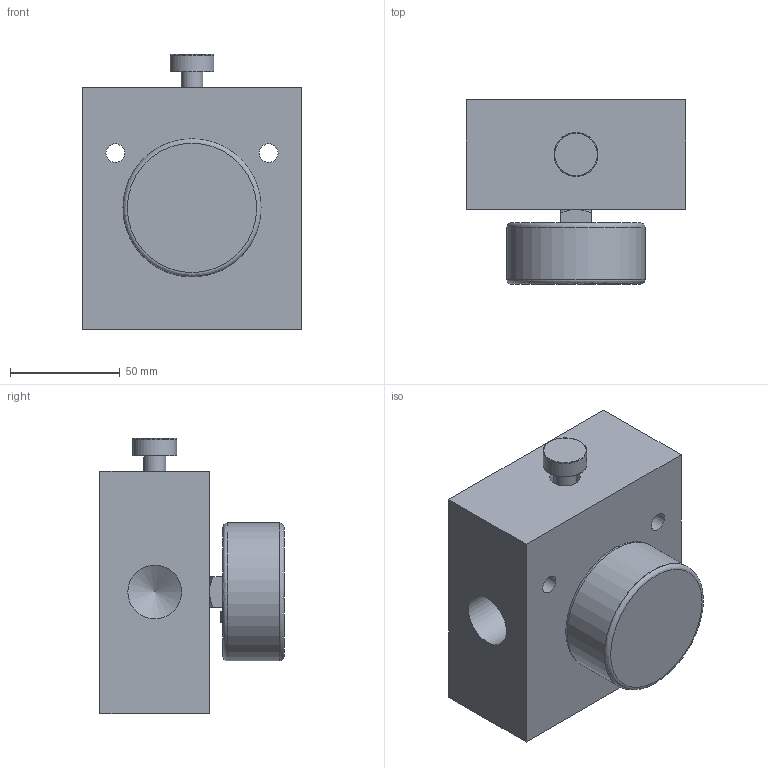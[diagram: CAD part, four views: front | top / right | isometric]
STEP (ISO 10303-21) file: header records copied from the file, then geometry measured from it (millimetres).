
FILE_DESCRIPTION(/* description */ (''),/* implementation_level */ '2;1');
FILE_NAME(/* name */ 'r_34_vu.stp',/* time_stamp */ '2019-01-10T14:32:52+01:00',/* author */ ('leitheußer'),/* organization */ (''),/* preprocessor_version */ 'ST-DEVELOPER v15.6',/* originating_system */ 'Autodesk Inventor LT ',/* authorisation */ '');
FILE_SCHEMA (('AUTOMOTIVE_DESIGN { 1 0 10303 214 3 1 1 }'));
Length unit declared in the file: millimetre
Products named in the file (1): 110410
Bounding box: 100 x 84 x 125.5 mm (x, y, z)
Volume: 605443.5 mm3; surface area: 79481.4 mm2
Topology: 14 solids, 14 shells, 139 faces, 288 edges, 190 vertices
Faces by surface type: plane 86, cylinder 37, bspline 10, cone 6
Full cylindrical faces by diameter (mm): 0.8 x1, 3.567 x1, 4 x1, 4.413 x1, 5 x2, 8.5 x3, 9 x1, 10 x2, 10.8 x1, 11 x1, 11.8 x1, 12 x1, 13.157 x1, 13.5 x2, 14 x1, 20 x1, 24.5 x2, 61 x2, 63 x1
Entity records: 5002 total; most frequent: CARTESIAN_POINT 2147, DIRECTION 585, ORIENTED_EDGE 502, EDGE_CURVE 251, AXIS2_PLACEMENT_3D 220, EDGE_LOOP 191, VERTEX_POINT 182, LINE 145
